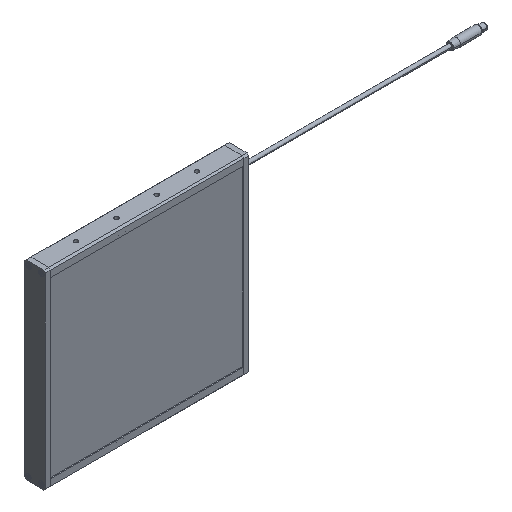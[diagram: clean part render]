
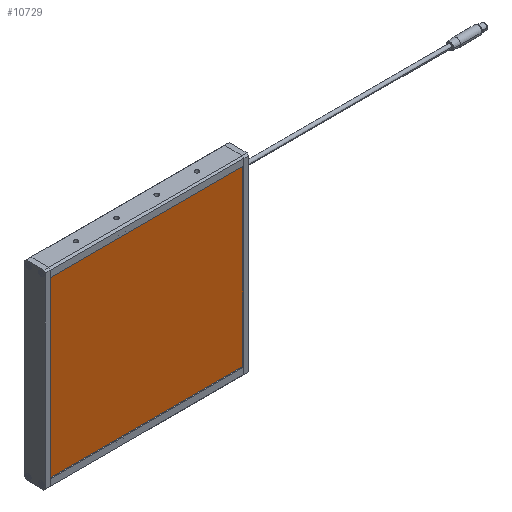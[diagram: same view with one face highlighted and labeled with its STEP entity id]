
A CAD part, isometric view. The second image highlights one B-rep face of the part: STEP entity #10729.
In plain terms, the highlighted planar face has unit normal (0, -1, 0).
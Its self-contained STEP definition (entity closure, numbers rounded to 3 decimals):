
#163 = VERTEX_POINT ( 'NONE', #10823 ) ;
#341 = VECTOR ( 'NONE', #5531, 1000. ) ;
#1168 = EDGE_CURVE ( 'NONE', #10037, #10554, #4417, .T. ) ;
#1795 = EDGE_CURVE ( 'NONE', #10554, #3360, #2135, .T. ) ;
#1909 = LINE ( 'NONE', #7884, #10091 ) ;
#2135 = LINE ( 'NONE', #6205, #341 ) ;
#2136 = EDGE_LOOP ( 'NONE', ( #9859, #8334, #9280, #10836 ) ) ;
#2235 = CARTESIAN_POINT ( 'NONE',  ( -122., 0., -110.5 ) ) ;
#2386 = LINE ( 'NONE', #5827, #6903 ) ;
#3040 = AXIS2_PLACEMENT_3D ( 'NONE', #10889, #7612, #8426 ) ;
#3360 = VERTEX_POINT ( 'NONE', #4153 ) ;
#3398 = VECTOR ( 'NONE', #6864, 1000. ) ;
#3516 = CARTESIAN_POINT ( 'NONE',  ( -122., 0., 110.5 ) ) ;
#3899 = EDGE_CURVE ( 'NONE', #3360, #163, #2386, .T. ) ;
#4153 = CARTESIAN_POINT ( 'NONE',  ( 122., 0., 110.5 ) ) ;
#4417 = LINE ( 'NONE', #5376, #3398 ) ;
#5376 = CARTESIAN_POINT ( 'NONE',  ( -122., 0., 110.5 ) ) ;
#5531 = DIRECTION ( 'NONE',  ( 1., 0., 0. ) ) ;
#5827 = CARTESIAN_POINT ( 'NONE',  ( 122., 0., 110.5 ) ) ;
#6205 = CARTESIAN_POINT ( 'NONE',  ( -122., 0., 110.5 ) ) ;
#6864 = DIRECTION ( 'NONE',  ( 0., 0., 1. ) ) ;
#6903 = VECTOR ( 'NONE', #10792, 1000. ) ;
#7132 = DIRECTION ( 'NONE',  ( -1., 0., 0. ) ) ;
#7495 = FACE_OUTER_BOUND ( 'NONE', #2136, .T. ) ;
#7612 = DIRECTION ( 'NONE',  ( 0., -1., 0. ) ) ;
#7884 = CARTESIAN_POINT ( 'NONE',  ( -122., 0., -110.5 ) ) ;
#8118 = EDGE_CURVE ( 'NONE', #163, #10037, #1909, .T. ) ;
#8334 = ORIENTED_EDGE ( 'NONE', *, *, #1795, .F. ) ;
#8426 = DIRECTION ( 'NONE',  ( 0., 0., -1. ) ) ;
#9280 = ORIENTED_EDGE ( 'NONE', *, *, #1168, .F. ) ;
#9859 = ORIENTED_EDGE ( 'NONE', *, *, #3899, .F. ) ;
#10037 = VERTEX_POINT ( 'NONE', #2235 ) ;
#10091 = VECTOR ( 'NONE', #7132, 1000. ) ;
#10554 = VERTEX_POINT ( 'NONE', #3516 ) ;
#10729 = ADVANCED_FACE ( 'NONE', ( #7495 ), #10997, .T. ) ;
#10792 = DIRECTION ( 'NONE',  ( 0., 0., -1. ) ) ;
#10823 = CARTESIAN_POINT ( 'NONE',  ( 122., 0., -110.5 ) ) ;
#10836 = ORIENTED_EDGE ( 'NONE', *, *, #8118, .F. ) ;
#10889 = CARTESIAN_POINT ( 'NONE',  ( 0., 0., 0. ) ) ;
#10997 = PLANE ( 'NONE',  #3040 ) ;
